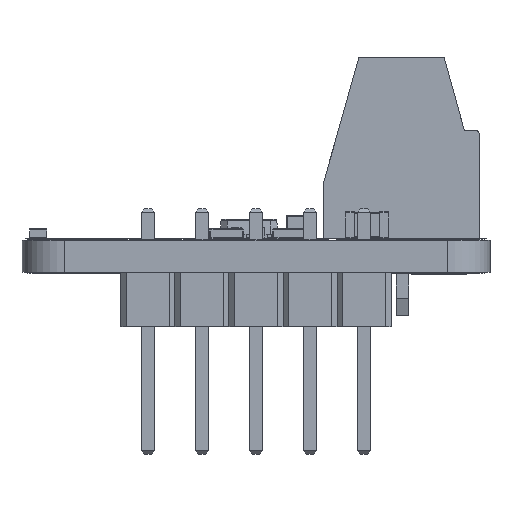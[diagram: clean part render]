
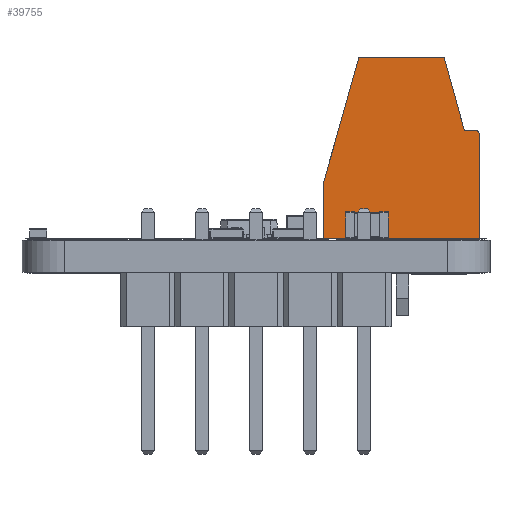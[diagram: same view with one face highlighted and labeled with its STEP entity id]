
A CAD part, front view. The second image highlights one B-rep face of the part: STEP entity #39755.
In plain terms, the highlighted face is planar.
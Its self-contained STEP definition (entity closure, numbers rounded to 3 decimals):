
#1813=PLANE('',#41886);
#3049=FACE_OUTER_BOUND('',#4765,.T.);
#4765=EDGE_LOOP('',(#30427,#30428,#30429,#30430,#30431,#30432,#30433,#30434));
#7044=LINE('',#58101,#11781);
#7077=LINE('',#58167,#11814);
#7081=LINE('',#58174,#11818);
#7082=LINE('',#58178,#11819);
#7083=LINE('',#58180,#11820);
#7084=LINE('',#58182,#11821);
#7085=LINE('',#58183,#11822);
#11781=VECTOR('',#46141,1.);
#11814=VECTOR('',#46182,1.);
#11818=VECTOR('',#46188,1.);
#11819=VECTOR('',#46191,1.);
#11820=VECTOR('',#46192,1.);
#11821=VECTOR('',#46193,1.);
#11822=VECTOR('',#46194,1.);
#16130=CIRCLE('',#41887,0.2);
#18033=VERTEX_POINT('',#58098);
#18034=VERTEX_POINT('',#58100);
#18063=VERTEX_POINT('',#58166);
#18065=VERTEX_POINT('',#58173);
#18066=VERTEX_POINT('',#58175);
#18067=VERTEX_POINT('',#58177);
#18068=VERTEX_POINT('',#58179);
#18069=VERTEX_POINT('',#58181);
#23409=EDGE_CURVE('',#18034,#18033,#7044,.T.);
#23442=EDGE_CURVE('',#18063,#18034,#7077,.T.);
#23446=EDGE_CURVE('',#18065,#18033,#7081,.T.);
#23447=EDGE_CURVE('',#18065,#18066,#16130,.T.);
#23448=EDGE_CURVE('',#18067,#18066,#7082,.T.);
#23449=EDGE_CURVE('',#18068,#18067,#7083,.T.);
#23450=EDGE_CURVE('',#18069,#18068,#7084,.T.);
#23451=EDGE_CURVE('',#18063,#18069,#7085,.T.);
#30427=ORIENTED_EDGE('',*,*,#23446,.F.);
#30428=ORIENTED_EDGE('',*,*,#23447,.T.);
#30429=ORIENTED_EDGE('',*,*,#23448,.F.);
#30430=ORIENTED_EDGE('',*,*,#23449,.F.);
#30431=ORIENTED_EDGE('',*,*,#23450,.F.);
#30432=ORIENTED_EDGE('',*,*,#23451,.F.);
#30433=ORIENTED_EDGE('',*,*,#23442,.T.);
#30434=ORIENTED_EDGE('',*,*,#23409,.T.);
#39755=ADVANCED_FACE('',(#3049),#1813,.F.);
#41886=AXIS2_PLACEMENT_3D('',#58172,#46186,#46187);
#41887=AXIS2_PLACEMENT_3D('',#58176,#46189,#46190);
#46141=DIRECTION('',(0.,0.,1.));
#46182=DIRECTION('',(0.,-1.,0.));
#46186=DIRECTION('center_axis',(1.,0.,0.));
#46187=DIRECTION('ref_axis',(0.,0.,-1.));
#46188=DIRECTION('',(0.,-1.,0.));
#46189=DIRECTION('center_axis',(-1.,0.,0.));
#46190=DIRECTION('ref_axis',(0.,0.,-1.));
#46191=DIRECTION('',(0.,0.,1.));
#46192=DIRECTION('',(0.,-0.963,0.269));
#46193=DIRECTION('',(0.,0.,1.));
#46194=DIRECTION('',(0.,0.962,0.274));
#58098=CARTESIAN_POINT('',(0.,0.,7.3));
#58100=CARTESIAN_POINT('',(0.,0.,0.));
#58101=CARTESIAN_POINT('',(0.,0.,7.3));
#58166=CARTESIAN_POINT('',(0.,2.7,0.));
#58167=CARTESIAN_POINT('',(0.,8.5,0.));
#58172=CARTESIAN_POINT('Origin',(0.,8.5,7.3));
#58173=CARTESIAN_POINT('',(0.,4.9,7.3));
#58174=CARTESIAN_POINT('',(0.,8.5,7.3));
#58175=CARTESIAN_POINT('',(0.,5.1,7.1));
#58176=CARTESIAN_POINT('Origin',(0.,4.9,7.1));
#58177=CARTESIAN_POINT('',(0.,5.1,6.6));
#58178=CARTESIAN_POINT('',(0.,5.1,6.6));
#58179=CARTESIAN_POINT('',(0.,8.5,5.65));
#58180=CARTESIAN_POINT('',(0.,8.5,5.65));
#58181=CARTESIAN_POINT('',(0.,8.5,1.65));
#58182=CARTESIAN_POINT('',(0.,8.5,7.3));
#58183=CARTESIAN_POINT('',(0.,8.5,1.65));
